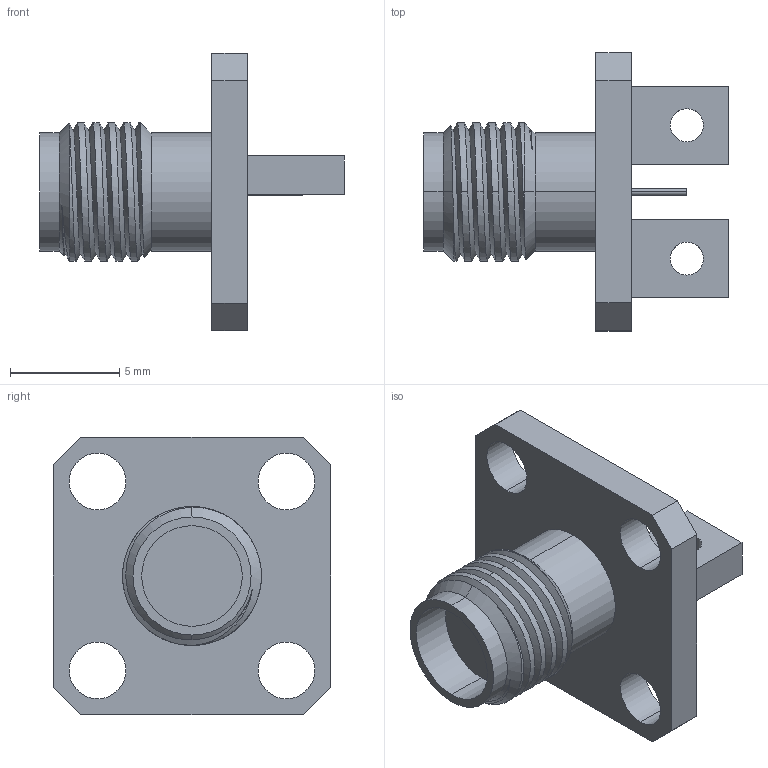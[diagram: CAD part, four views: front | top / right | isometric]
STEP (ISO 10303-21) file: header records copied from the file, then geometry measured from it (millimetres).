
FILE_DESCRIPTION (( 'STEP AP214' ), '1' );
FILE_NAME ('RFPCB-SMA-FS18G-68_3D.step', '2023-03-13T18:29:23', ( '' ), ( '' ), 'SwSTEP 2.0', 'SolidWorks 2022', '' );
FILE_SCHEMA (( 'AUTOMOTIVE_DESIGN' ));
Length unit declared in the file: inch
Products named in the file (1): RFPCB-SMA-FS18G-68_3D
Bounding box: 13.94 x 12.7 x 12.7 mm (x, y, z)
Volume: 446.3 mm3; surface area: 726.4 mm2
Topology: 1 solids, 1 shells, 64 faces, 162 edges, 107 vertices
Faces by surface type: cylinder 33, plane 25, cone 4, bspline 2
Entity records: 2683 total; most frequent: CARTESIAN_POINT 1059, ORIENTED_EDGE 324, DIRECTION 307, EDGE_CURVE 162, AXIS2_PLACEMENT_3D 112, VERTEX_POINT 107, VECTOR 83, EDGE_LOOP 83
